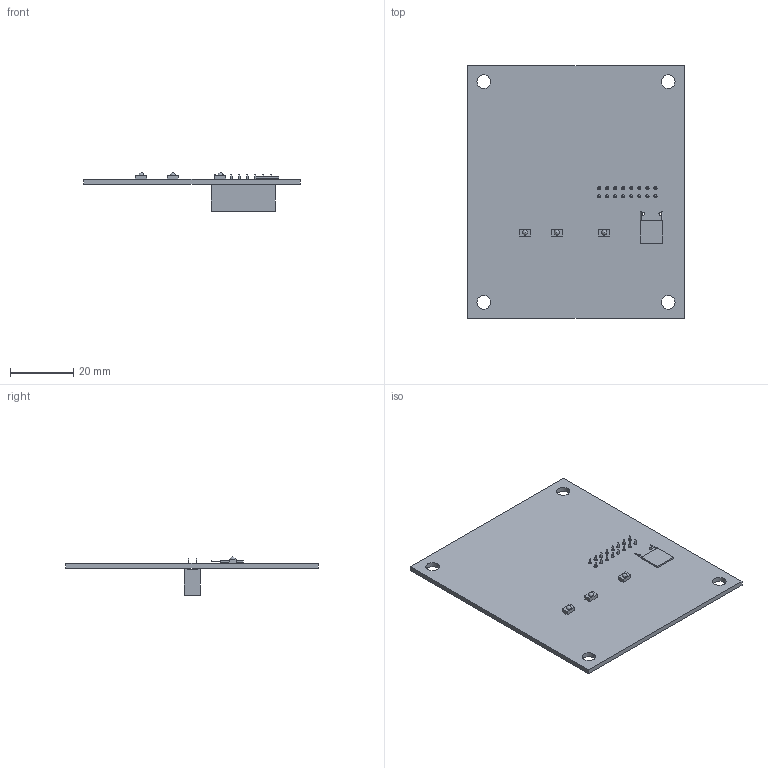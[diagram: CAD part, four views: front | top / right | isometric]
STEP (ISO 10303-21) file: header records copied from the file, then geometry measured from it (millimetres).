
FILE_DESCRIPTION(('KiCad electronic assembly'),'2;1');
FILE_NAME('optical-carrier.step','2025-10-08T09:46:32',('Pcbnew'),( 'Kicad'),'Open CASCADE STEP processor 7.6','KiCad to STEP converter' ,'Unknown');
FILE_SCHEMA(('AUTOMOTIVE_DESIGN { 1 0 10303 214 1 1 1 1 }'));
Length unit declared in the file: millimetre
Products named in the file (9): optical-carrier 1; LED_MTE9730; Part 1; Surface 1; Photodiode; Part 2; PinSocket_2x08_P2.54mm_Vertical; optical-carrier_PCB
Assembly tree (11 placements, depth 3):
  optical-carrier 1
    LED_MTE9730  x3
      Part 1
      Surface 1
    Photodiode
      Part 1
      Part 2  x2
    PinSocket_2x08_P2.54mm_Vertical
    optical-carrier_PCB
Bounding box: 68.58 x 80.01 x 12.25 mm (x, y, z)
Volume: 9058.3 mm3; surface area: 12707.2 mm2
Topology: 8 solids, 11 shells, 487 faces, 1256 edges, 817 vertices
Faces by surface type: plane 460, cylinder 24, sphere 3
Full cylindrical faces by diameter (mm): 0.3 x2, 0.889 x2, 1 x16, 4.3 x4
Entity records: 14301 total; most frequent: CARTESIAN_POINT 2502, ORIENTED_EDGE 2438, DIRECTION 2230, EDGE_CURVE 1220, LINE 1170, VECTOR 1170, VERTEX_POINT 793, FACE_BOUND 546
